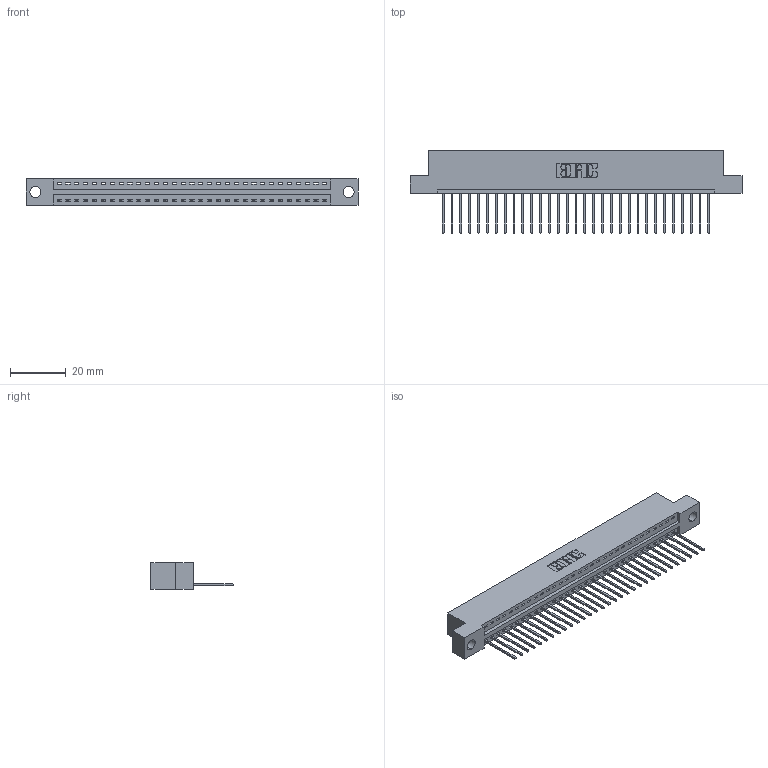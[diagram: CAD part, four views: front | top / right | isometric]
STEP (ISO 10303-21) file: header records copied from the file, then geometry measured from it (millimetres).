
FILE_DESCRIPTION (( 'STEP AP203' ), '1' );
FILE_NAME ('346-031-540-104.STEP', '2022-05-06T17:04:48', ( '' ), ( '' ), 'SwSTEP 2.0', 'SolidWorks 2020', '' );
FILE_SCHEMA (( 'CONFIG_CONTROL_DESIGN' ));
Length unit declared in the file: inch
Products named in the file (3): 346-031-540-104; 346 Part_Flush Mounting Lugs - 0.156 Dia-TH; 345-292-001_345-293-140
Assembly tree (32 placements, depth 2):
  346-031-540-104
    346 Part_Flush Mounting Lugs - 0.156 Dia-TH
    345-292-001_345-293-140  x31
Bounding box: 119 x 29.46 x 9.4 mm (x, y, z)
Volume: 11251.1 mm3; surface area: 14087.4 mm2
Topology: 32 solids, 32 shells, 1934 faces, 5821 edges, 3838 vertices
Faces by surface type: plane 1330, cylinder 604
Entity records: 21157 total; most frequent: CARTESIAN_POINT 3639, ORIENTED_EDGE 3602, DIRECTION 3223, EDGE_CURVE 1801, LINE 1545, VECTOR 1545, VERTEX_POINT 1198, AXIS2_PLACEMENT_3D 839
